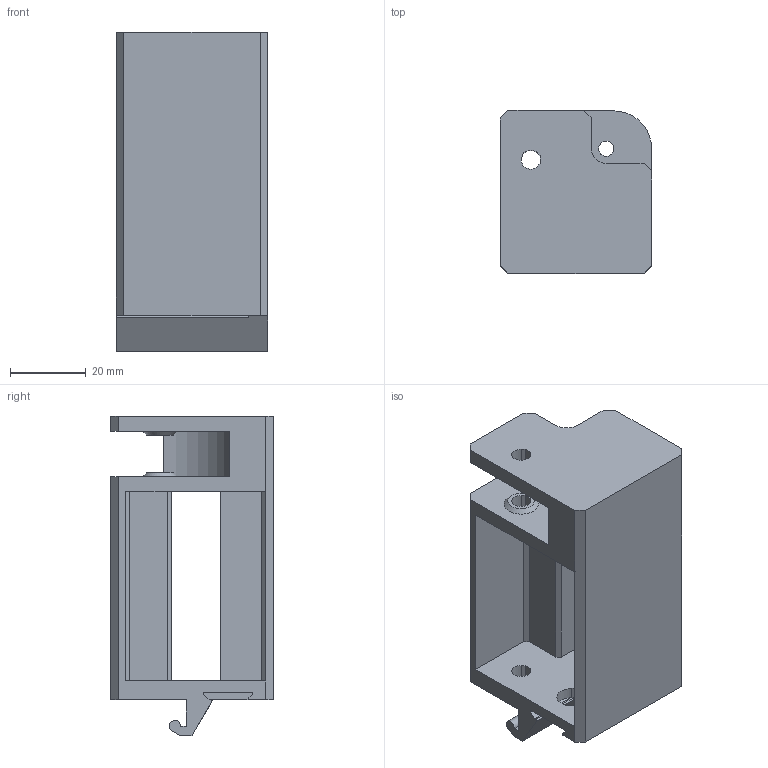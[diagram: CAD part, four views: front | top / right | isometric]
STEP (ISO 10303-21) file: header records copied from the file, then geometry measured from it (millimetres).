
FILE_DESCRIPTION(('FreeCAD Model'),'2;1');
FILE_NAME('MainStructure.step','2016-10-13T16:00:38',('Author'),(''), 'Open CASCADE STEP processor 6.8','FreeCAD','Unknown');
FILE_SCHEMA(('AUTOMOTIVE_DESIGN_CC2 { 1 2 10303 214 -1 1 5 4 }'));
Length unit declared in the file: millimetre
Products named in the file (2): ASSEMBLY; MainStructure
Assembly tree (1 placements, depth 2):
  ASSEMBLY
    MainStructure
Bounding box: 40 x 43 x 84.5 mm (x, y, z)
Volume: 43322.2 mm3; surface area: 22817.7 mm2
Topology: 1 solids, 1 shells, 88 faces, 251 edges, 167 vertices
Faces by surface type: plane 70, cylinder 16, cone 2
Entity records: 6167 total; most frequent: CARTESIAN_POINT 1281, DIRECTION 841, LINE 566, VECTOR 566, ORIENTED_EDGE 502, PCURVE 502, DEFINITIONAL_REPRESENTATION 502, EDGE_CURVE 251
